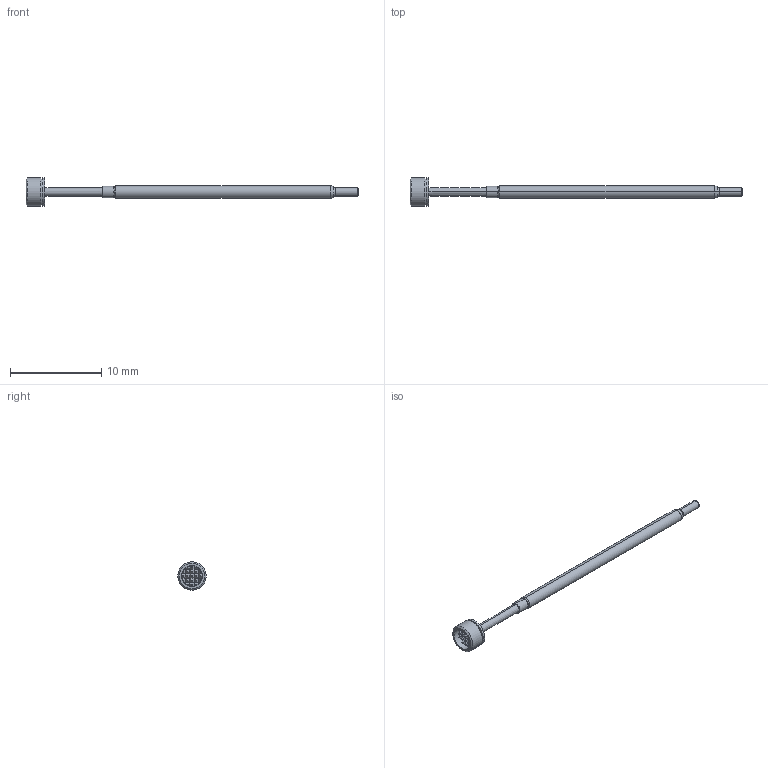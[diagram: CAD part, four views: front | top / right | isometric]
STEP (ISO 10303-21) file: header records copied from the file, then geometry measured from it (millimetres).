
FILE_DESCRIPTION (( 'STEP AP214' ), '1' );
FILE_NAME ('X75-PRP2589_.STEP', '2016-04-12T17:04:48', ( 'spare' ), ( '' ), 'SwSTEP 2.0', 'SolidWorks 2016', '' );
FILE_SCHEMA (( 'AUTOMOTIVE_DESIGN' ));
Length unit declared in the file: inch
Products named in the file (1): X75-PRP2589_
Bounding box: 36.32 x 3.1 x 3.1 mm (x, y, z)
Volume: 54.4 mm3; surface area: 193.3 mm2
Topology: 1 solids, 2 shells, 257 faces, 698 edges, 449 vertices
Faces by surface type: bspline 108, cone 102, cylinder 20, plane 19, torus 8
Entity records: 14262 total; most frequent: CARTESIAN_POINT 5491, ORIENTED_EDGE 1396, DIRECTION 804, EDGE_CURVE 698, VERTEX_POINT 449, B_SPLINE_CURVE_WITH_KNOTS 417, AXIS2_PLACEMENT_3D 385, EDGE_LOOP 263
